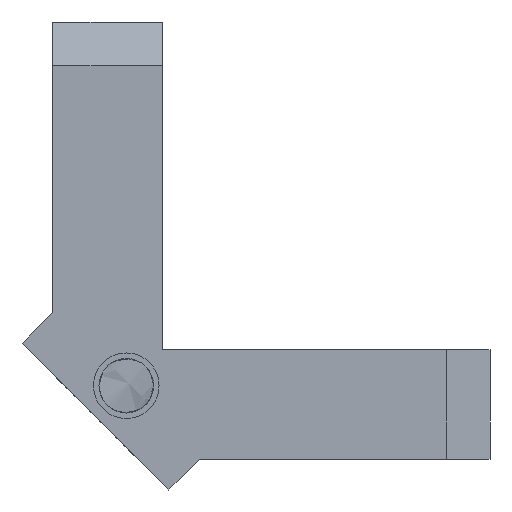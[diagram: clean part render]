
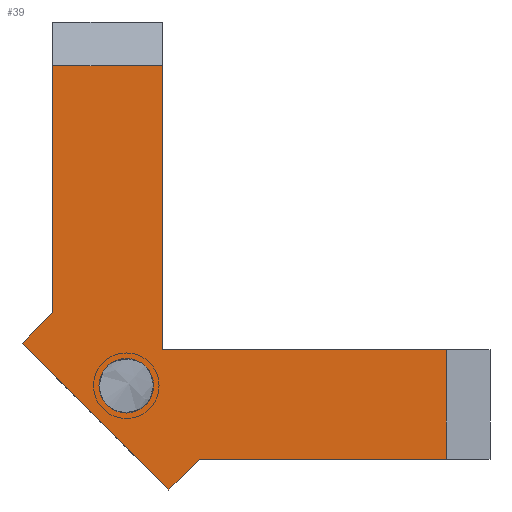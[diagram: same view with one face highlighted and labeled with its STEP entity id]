
A CAD part, left-side view. The second image highlights one B-rep face of the part: STEP entity #39.
In plain terms, the highlighted free-form (B-spline) face has degree [1, 1] with [2, 2] control points.
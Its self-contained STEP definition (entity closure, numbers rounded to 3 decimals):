
#39 = ADVANCED_FACE('',(#40,#114),#134,.F.);
#40 = FACE_BOUND('',#41,.F.);
#41 = EDGE_LOOP('',(#42,#52,#60,#68,#76,#84,#92,#100,#108));
#42 = ORIENTED_EDGE('',*,*,#43,.F.);
#43 = EDGE_CURVE('',#44,#46,#48,.T.);
#44 = VERTEX_POINT('',#45);
#45 = CARTESIAN_POINT('',(0.,6.414,0.303));
#46 = VERTEX_POINT('',#47);
#47 = CARTESIAN_POINT('',(0.,-0.303,-6.414));
#48 = LINE('',#49,#50);
#49 = CARTESIAN_POINT('',(0.,6.414,0.303));
#50 = VECTOR('',#51,1.);
#51 = DIRECTION('',(0.,-0.707,-0.707));
#52 = ORIENTED_EDGE('',*,*,#53,.T.);
#53 = EDGE_CURVE('',#44,#54,#56,.T.);
#54 = VERTEX_POINT('',#55);
#55 = CARTESIAN_POINT('',(0.,5.,1.718));
#56 = LINE('',#57,#58);
#57 = CARTESIAN_POINT('',(0.,6.414,0.303));
#58 = VECTOR('',#59,1.);
#59 = DIRECTION('',(0.,-0.707,0.707));
#60 = ORIENTED_EDGE('',*,*,#61,.T.);
#61 = EDGE_CURVE('',#54,#62,#64,.T.);
#62 = VERTEX_POINT('',#63);
#63 = CARTESIAN_POINT('',(0.,5.,13.));
#64 = LINE('',#65,#66);
#65 = CARTESIAN_POINT('',(0.,5.,1.718));
#66 = VECTOR('',#67,1.);
#67 = DIRECTION('',(0.,0.,1.));
#68 = ORIENTED_EDGE('',*,*,#69,.F.);
#69 = EDGE_CURVE('',#70,#62,#72,.T.);
#70 = VERTEX_POINT('',#71);
#71 = CARTESIAN_POINT('',(0.,0.,13.));
#72 = LINE('',#73,#74);
#73 = CARTESIAN_POINT('',(0.,0.,13.));
#74 = VECTOR('',#75,1.);
#75 = DIRECTION('',(0.,1.,0.));
#76 = ORIENTED_EDGE('',*,*,#77,.T.);
#77 = EDGE_CURVE('',#70,#78,#80,.T.);
#78 = VERTEX_POINT('',#79);
#79 = CARTESIAN_POINT('',(0.,0.,0.));
#80 = LINE('',#81,#82);
#81 = CARTESIAN_POINT('',(0.,0.,13.));
#82 = VECTOR('',#83,1.);
#83 = DIRECTION('',(0.,0.,-1.));
#84 = ORIENTED_EDGE('',*,*,#85,.T.);
#85 = EDGE_CURVE('',#78,#86,#88,.T.);
#86 = VERTEX_POINT('',#87);
#87 = CARTESIAN_POINT('',(0.,-13.,0.));
#88 = LINE('',#89,#90);
#89 = CARTESIAN_POINT('',(0.,0.,0.));
#90 = VECTOR('',#91,1.);
#91 = DIRECTION('',(0.,-1.,0.));
#92 = ORIENTED_EDGE('',*,*,#93,.F.);
#93 = EDGE_CURVE('',#94,#86,#96,.T.);
#94 = VERTEX_POINT('',#95);
#95 = CARTESIAN_POINT('',(0.,-13.,-5.));
#96 = LINE('',#97,#98);
#97 = CARTESIAN_POINT('',(0.,-13.,-5.));
#98 = VECTOR('',#99,1.);
#99 = DIRECTION('',(0.,0.,1.));
#100 = ORIENTED_EDGE('',*,*,#101,.T.);
#101 = EDGE_CURVE('',#94,#102,#104,.T.);
#102 = VERTEX_POINT('',#103);
#103 = CARTESIAN_POINT('',(0.,-1.718,-5.));
#104 = LINE('',#105,#106);
#105 = CARTESIAN_POINT('',(0.,-13.,-5.));
#106 = VECTOR('',#107,1.);
#107 = DIRECTION('',(0.,1.,0.));
#108 = ORIENTED_EDGE('',*,*,#109,.T.);
#109 = EDGE_CURVE('',#102,#46,#110,.T.);
#110 = LINE('',#111,#112);
#111 = CARTESIAN_POINT('',(0.,-1.718,-5.));
#112 = VECTOR('',#113,1.);
#113 = DIRECTION('',(0.,0.707,-0.707));
#114 = FACE_BOUND('',#115,.F.);
#115 = EDGE_LOOP('',(#116,#127));
#116 = ORIENTED_EDGE('',*,*,#117,.T.);
#117 = EDGE_CURVE('',#118,#120,#122,.T.);
#118 = VERTEX_POINT('',#119);
#119 = CARTESIAN_POINT('',(0.,2.891,-1.641));
#120 = VERTEX_POINT('',#121);
#121 = CARTESIAN_POINT('',(0.,0.391,-1.641));
#122 = CIRCLE('',#123,1.25);
#123 = AXIS2_PLACEMENT_3D('',#124,#125,#126);
#124 = CARTESIAN_POINT('',(0.,1.641,-1.641));
#125 = DIRECTION('',(-1.,0.,0.));
#126 = DIRECTION('',(0.,1.,0.));
#127 = ORIENTED_EDGE('',*,*,#128,.T.);
#128 = EDGE_CURVE('',#120,#118,#129,.T.);
#129 = CIRCLE('',#130,1.25);
#130 = AXIS2_PLACEMENT_3D('',#131,#132,#133);
#131 = CARTESIAN_POINT('',(0.,1.641,-1.641));
#132 = DIRECTION('',(-1.,0.,0.));
#133 = DIRECTION('',(0.,-1.,0.));
#134 = B_SPLINE_SURFACE_WITH_KNOTS('',1,1,(
    (#135,#136)
    ,(#137,#138
    )),.UNSPECIFIED.,.F.,.F.,.F.,(2,2),(2,2),(-13.388,
    6.802),(-6.802,13.388),
  .PIECEWISE_BEZIER_KNOTS.);
#135 = CARTESIAN_POINT('',(0.,-13.388,-6.802));
#136 = CARTESIAN_POINT('',(0.,-13.388,13.388));
#137 = CARTESIAN_POINT('',(0.,6.802,-6.802));
#138 = CARTESIAN_POINT('',(0.,6.802,13.388));
